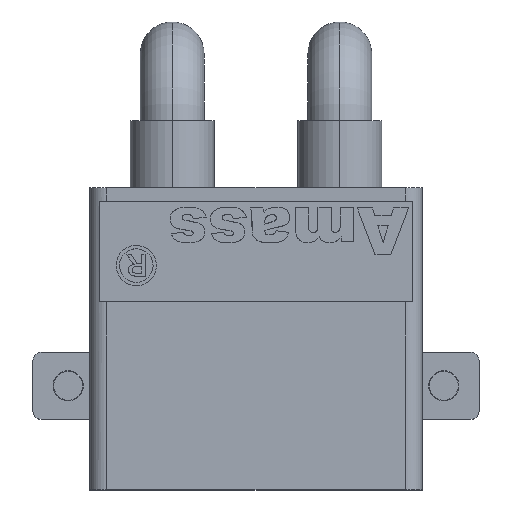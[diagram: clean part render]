
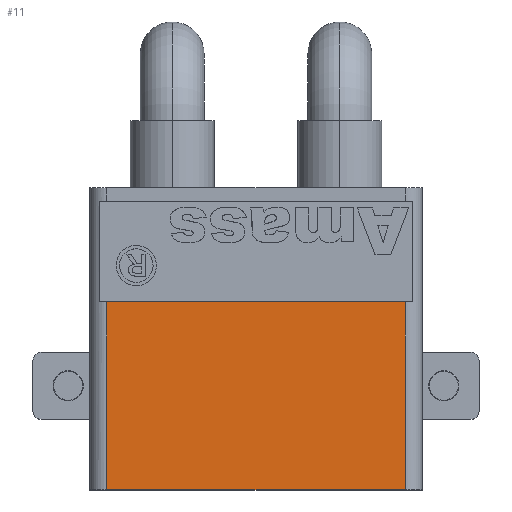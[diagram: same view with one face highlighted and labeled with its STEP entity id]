
A CAD part, top view. The second image highlights one B-rep face of the part: STEP entity #11.
In plain terms, the highlighted planar face has unit normal (0, 0, 1).
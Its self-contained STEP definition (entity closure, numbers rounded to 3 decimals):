
#11 = ADVANCED_FACE ( 'NONE', ( #2465 ), #10278, .F. ) ;
#217 = CARTESIAN_POINT ( 'NONE',  ( 4.7, -3.4, 2.5 ) ) ;
#942 = ORIENTED_EDGE ( 'NONE', *, *, #11497, .F. ) ;
#1845 = EDGE_LOOP ( 'NONE', ( #11287, #7313, #942, #6547 ) ) ;
#2376 = DIRECTION ( 'NONE',  ( 0., 1., 0. ) ) ;
#2401 = VECTOR ( 'NONE', #6745, 1000. ) ;
#2465 = FACE_OUTER_BOUND ( 'NONE', #1845, .T. ) ;
#3037 = LINE ( 'NONE', #9879, #5554 ) ;
#3860 = DIRECTION ( 'NONE',  ( 0., 0., -1. ) ) ;
#4365 = CARTESIAN_POINT ( 'NONE',  ( 4.45, -3.4, 2.5 ) ) ;
#4816 = CARTESIAN_POINT ( 'NONE',  ( 4.45, -9., 2.5 ) ) ;
#5258 = LINE ( 'NONE', #7371, #13099 ) ;
#5554 = VECTOR ( 'NONE', #2376, 1000. ) ;
#5994 = CARTESIAN_POINT ( 'NONE',  ( 4.95, -2., 2.5 ) ) ;
#6379 = VERTEX_POINT ( 'NONE', #11914 ) ;
#6547 = ORIENTED_EDGE ( 'NONE', *, *, #12382, .T. ) ;
#6589 = DIRECTION ( 'NONE',  ( -1., 0., 0. ) ) ;
#6745 = DIRECTION ( 'NONE',  ( -1., 0., 0. ) ) ;
#7313 = ORIENTED_EDGE ( 'NONE', *, *, #10343, .T. ) ;
#7371 = CARTESIAN_POINT ( 'NONE',  ( -4.45, -2., 2.5 ) ) ;
#8386 = AXIS2_PLACEMENT_3D ( 'NONE', #5994, #3860, #11358 ) ;
#8444 = DIRECTION ( 'NONE',  ( 0., -1., 0. ) ) ;
#9396 = VERTEX_POINT ( 'NONE', #9799 ) ;
#9434 = EDGE_CURVE ( 'NONE', #9751, #6379, #13303, .T. ) ;
#9751 = VERTEX_POINT ( 'NONE', #4365 ) ;
#9799 = CARTESIAN_POINT ( 'NONE',  ( -4.45, -9., 2.5 ) ) ;
#9879 = CARTESIAN_POINT ( 'NONE',  ( 4.45, -2., 2.5 ) ) ;
#9909 = CARTESIAN_POINT ( 'NONE',  ( 4.95, -9., 2.5 ) ) ;
#10278 = PLANE ( 'NONE',  #8386 ) ;
#10343 = EDGE_CURVE ( 'NONE', #6379, #9396, #5258, .T. ) ;
#11257 = LINE ( 'NONE', #9909, #2401 ) ;
#11287 = ORIENTED_EDGE ( 'NONE', *, *, #9434, .T. ) ;
#11358 = DIRECTION ( 'NONE',  ( 0., -1., 0. ) ) ;
#11497 = EDGE_CURVE ( 'NONE', #11664, #9396, #11257, .T. ) ;
#11664 = VERTEX_POINT ( 'NONE', #4816 ) ;
#11914 = CARTESIAN_POINT ( 'NONE',  ( -4.45, -3.4, 2.5 ) ) ;
#12382 = EDGE_CURVE ( 'NONE', #11664, #9751, #3037, .T. ) ;
#12971 = VECTOR ( 'NONE', #6589, 1000. ) ;
#13099 = VECTOR ( 'NONE', #8444, 1000. ) ;
#13303 = LINE ( 'NONE', #217, #12971 ) ;
